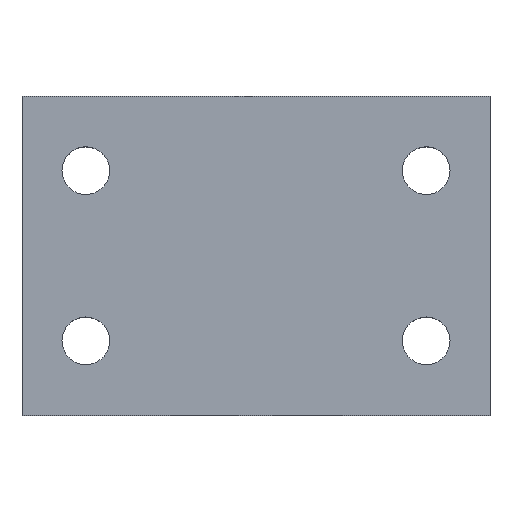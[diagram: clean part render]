
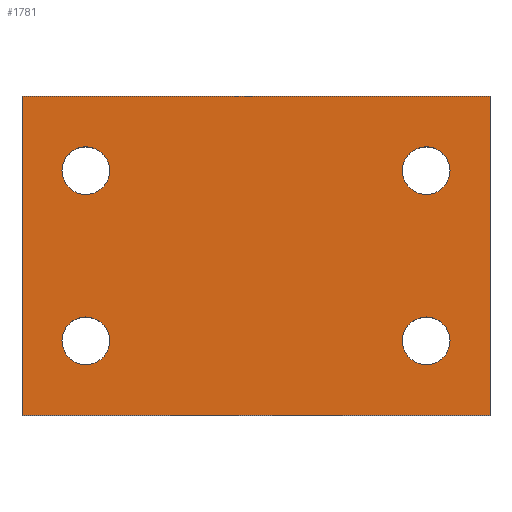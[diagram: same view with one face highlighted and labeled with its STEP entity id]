
A CAD part, top view. The second image highlights one B-rep face of the part: STEP entity #1781.
In plain terms, the highlighted planar face has unit normal (0, 0, 1).
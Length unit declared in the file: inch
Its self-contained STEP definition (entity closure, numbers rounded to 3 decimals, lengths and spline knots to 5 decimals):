
#160=CARTESIAN_POINT('',(-1.14,0.501,0.375));
#161=VERTEX_POINT('',#160);
#170=CARTESIAN_POINT('',(-0.86,0.501,0.375));
#171=VERTEX_POINT('',#170);
#172=CARTESIAN_POINT('',(-1.,0.501,0.375));
#173=DIRECTION('',(0.0,0.0,-1.0));
#174=DIRECTION('',(-1.0,0.0,0.0));
#175=AXIS2_PLACEMENT_3D('',#172,#173,#174);
#176=CIRCLE('',#175,0.14);
#177=EDGE_CURVE('',#171,#161,#176,.T.);
#202=CARTESIAN_POINT('',(0.86,0.501,0.375));
#203=VERTEX_POINT('',#202);
#212=CARTESIAN_POINT('',(1.14,0.501,0.375));
#213=VERTEX_POINT('',#212);
#214=CARTESIAN_POINT('',(1.,0.501,0.375));
#215=DIRECTION('',(0.0,0.0,-1.0));
#216=DIRECTION('',(-1.0,0.0,0.0));
#217=AXIS2_PLACEMENT_3D('',#214,#215,#216);
#218=CIRCLE('',#217,0.14);
#219=EDGE_CURVE('',#213,#203,#218,.T.);
#244=CARTESIAN_POINT('',(0.86,-0.499,0.375));
#245=VERTEX_POINT('',#244);
#254=CARTESIAN_POINT('',(1.14,-0.499,0.375));
#255=VERTEX_POINT('',#254);
#256=CARTESIAN_POINT('',(1.,-0.499,0.375));
#257=DIRECTION('',(0.0,0.0,-1.0));
#258=DIRECTION('',(-1.0,0.0,0.0));
#259=AXIS2_PLACEMENT_3D('',#256,#257,#258);
#260=CIRCLE('',#259,0.14);
#261=EDGE_CURVE('',#255,#245,#260,.T.);
#286=CARTESIAN_POINT('',(-1.14,-0.499,0.375));
#287=VERTEX_POINT('',#286);
#296=CARTESIAN_POINT('',(-0.86,-0.499,0.375));
#297=VERTEX_POINT('',#296);
#298=CARTESIAN_POINT('',(-1.,-0.499,0.375));
#299=DIRECTION('',(0.0,0.0,-1.0));
#300=DIRECTION('',(-1.0,0.0,0.0));
#301=AXIS2_PLACEMENT_3D('',#298,#299,#300);
#302=CIRCLE('',#301,0.14);
#303=EDGE_CURVE('',#297,#287,#302,.T.);
#1678=CARTESIAN_POINT('',(1.375,0.938,0.375));
#1679=VERTEX_POINT('',#1678);
#1686=CARTESIAN_POINT('',(1.375,-0.937,0.375));
#1687=VERTEX_POINT('',#1686);
#1688=CARTESIAN_POINT('',(1.375,-0.937,0.375));
#1689=DIRECTION('',(0.0,1.0,0.0));
#1690=VECTOR('',#1689,1.875);
#1691=LINE('',#1688,#1690);
#1692=EDGE_CURVE('',#1687,#1679,#1691,.T.);
#1711=CARTESIAN_POINT('',(1.375,-0.937,0.375));
#1712=DIRECTION('',(0.0,0.0,1.0));
#1713=DIRECTION('',(1.0,0.0,0.0));
#1714=AXIS2_PLACEMENT_3D('',#1711,#1712,#1713);
#1715=PLANE('',#1714);
#1716=CARTESIAN_POINT('',(-1.375,0.938,0.375));
#1717=VERTEX_POINT('',#1716);
#1718=CARTESIAN_POINT('',(1.375,0.938,0.375));
#1719=DIRECTION('',(-1.0,0.0,0.0));
#1720=VECTOR('',#1719,2.75);
#1721=LINE('',#1718,#1720);
#1722=EDGE_CURVE('',#1679,#1717,#1721,.T.);
#1723=ORIENTED_EDGE('',*,*,#1722,.T.);
#1724=CARTESIAN_POINT('',(-1.375,-0.937,0.375));
#1725=VERTEX_POINT('',#1724);
#1726=CARTESIAN_POINT('',(-1.375,-0.937,0.375));
#1727=DIRECTION('',(0.0,1.0,0.0));
#1728=VECTOR('',#1727,1.875);
#1729=LINE('',#1726,#1728);
#1730=EDGE_CURVE('',#1725,#1717,#1729,.T.);
#1731=ORIENTED_EDGE('',*,*,#1730,.F.);
#1732=CARTESIAN_POINT('',(1.375,-0.937,0.375));
#1733=DIRECTION('',(-1.0,0.0,0.0));
#1734=VECTOR('',#1733,2.75);
#1735=LINE('',#1732,#1734);
#1736=EDGE_CURVE('',#1687,#1725,#1735,.T.);
#1737=ORIENTED_EDGE('',*,*,#1736,.F.);
#1738=ORIENTED_EDGE('',*,*,#1692,.T.);
#1739=EDGE_LOOP('',(#1723,#1731,#1737,#1738));
#1740=FACE_OUTER_BOUND('',#1739,.T.);
#1741=CARTESIAN_POINT('',(-1.,0.501,0.375));
#1742=DIRECTION('',(0.0,0.0,-1.0));
#1743=DIRECTION('',(-1.0,0.0,0.0));
#1744=AXIS2_PLACEMENT_3D('',#1741,#1742,#1743);
#1745=CIRCLE('',#1744,0.14);
#1746=EDGE_CURVE('',#161,#171,#1745,.T.);
#1747=ORIENTED_EDGE('',*,*,#1746,.T.);
#1748=ORIENTED_EDGE('',*,*,#177,.T.);
#1749=EDGE_LOOP('',(#1747,#1748));
#1750=FACE_BOUND('',#1749,.T.);
#1751=CARTESIAN_POINT('',(1.,0.501,0.375));
#1752=DIRECTION('',(0.0,0.0,-1.0));
#1753=DIRECTION('',(-1.0,0.0,0.0));
#1754=AXIS2_PLACEMENT_3D('',#1751,#1752,#1753);
#1755=CIRCLE('',#1754,0.14);
#1756=EDGE_CURVE('',#203,#213,#1755,.T.);
#1757=ORIENTED_EDGE('',*,*,#1756,.T.);
#1758=ORIENTED_EDGE('',*,*,#219,.T.);
#1759=EDGE_LOOP('',(#1757,#1758));
#1760=FACE_BOUND('',#1759,.T.);
#1761=CARTESIAN_POINT('',(1.,-0.499,0.375));
#1762=DIRECTION('',(0.0,0.0,-1.0));
#1763=DIRECTION('',(-1.0,0.0,0.0));
#1764=AXIS2_PLACEMENT_3D('',#1761,#1762,#1763);
#1765=CIRCLE('',#1764,0.14);
#1766=EDGE_CURVE('',#245,#255,#1765,.T.);
#1767=ORIENTED_EDGE('',*,*,#1766,.T.);
#1768=ORIENTED_EDGE('',*,*,#261,.T.);
#1769=EDGE_LOOP('',(#1767,#1768));
#1770=FACE_BOUND('',#1769,.T.);
#1771=CARTESIAN_POINT('',(-1.,-0.499,0.375));
#1772=DIRECTION('',(0.0,0.0,-1.0));
#1773=DIRECTION('',(-1.0,0.0,0.0));
#1774=AXIS2_PLACEMENT_3D('',#1771,#1772,#1773);
#1775=CIRCLE('',#1774,0.14);
#1776=EDGE_CURVE('',#287,#297,#1775,.T.);
#1777=ORIENTED_EDGE('',*,*,#1776,.T.);
#1778=ORIENTED_EDGE('',*,*,#303,.T.);
#1779=EDGE_LOOP('',(#1777,#1778));
#1780=FACE_BOUND('',#1779,.T.);
#1781=ADVANCED_FACE('',(#1740,#1750,#1760,#1770,#1780),#1715,.T.);
